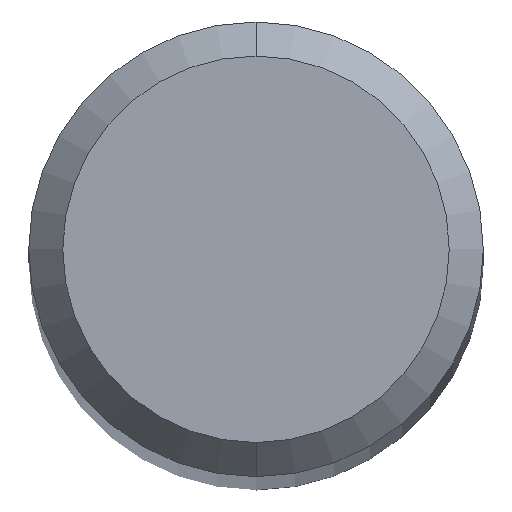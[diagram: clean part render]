
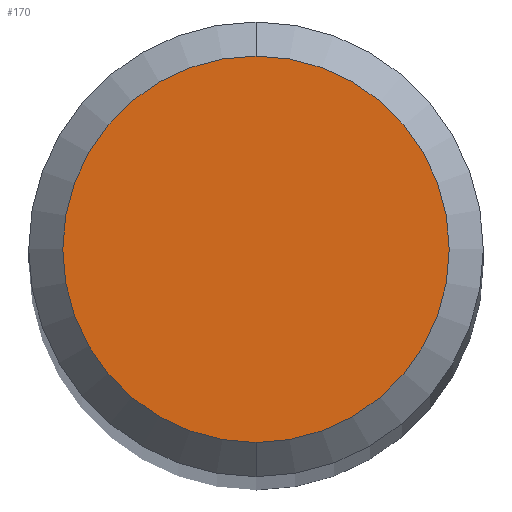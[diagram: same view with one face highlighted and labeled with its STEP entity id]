
A CAD part, top view. The second image highlights one B-rep face of the part: STEP entity #170.
In plain terms, the highlighted planar face has unit normal (0, 0, 1).
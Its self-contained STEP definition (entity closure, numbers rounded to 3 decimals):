
#92=VERTEX_POINT('',#229);
#118=EDGE_CURVE('',#92,#188,#258,.T.);
#122=EDGE_CURVE('',#188,#92,#262,.T.);
#170=ADVANCED_FACE('',(#312),#313,.T.);
#188=VERTEX_POINT('',#336);
#229=CARTESIAN_POINT('',(0.0,1.7,0.0));
#258=CIRCLE('',#413,1.7);
#262=CIRCLE('',#418,1.7);
#312=FACE_OUTER_BOUND('',#487,.T.);
#313=PLANE('',#488);
#336=CARTESIAN_POINT('',(0.,-1.7,0.0));
#413=AXIS2_PLACEMENT_3D('',#581,#582,#583);
#418=AXIS2_PLACEMENT_3D('',#584,#585,#586);
#487=EDGE_LOOP('',(#631,#632));
#488=AXIS2_PLACEMENT_3D('',#633,#634,#635);
#581=CARTESIAN_POINT('',(0.0,0.0,0.0));
#582=DIRECTION('',(0.0,0.0,-1.0));
#583=DIRECTION('',(0.0,1.0,0.0));
#584=CARTESIAN_POINT('',(0.0,0.0,0.0));
#585=DIRECTION('',(0.0,0.0,-1.0));
#586=DIRECTION('',(0.0,1.0,0.0));
#631=ORIENTED_EDGE('',*,*,#118,.F.);
#632=ORIENTED_EDGE('',*,*,#122,.F.);
#633=CARTESIAN_POINT('',(0.0,0.85,0.0));
#634=DIRECTION('',(-0.0,0.0,1.0));
#635=DIRECTION('',(0.0,-1.0,0.0));
